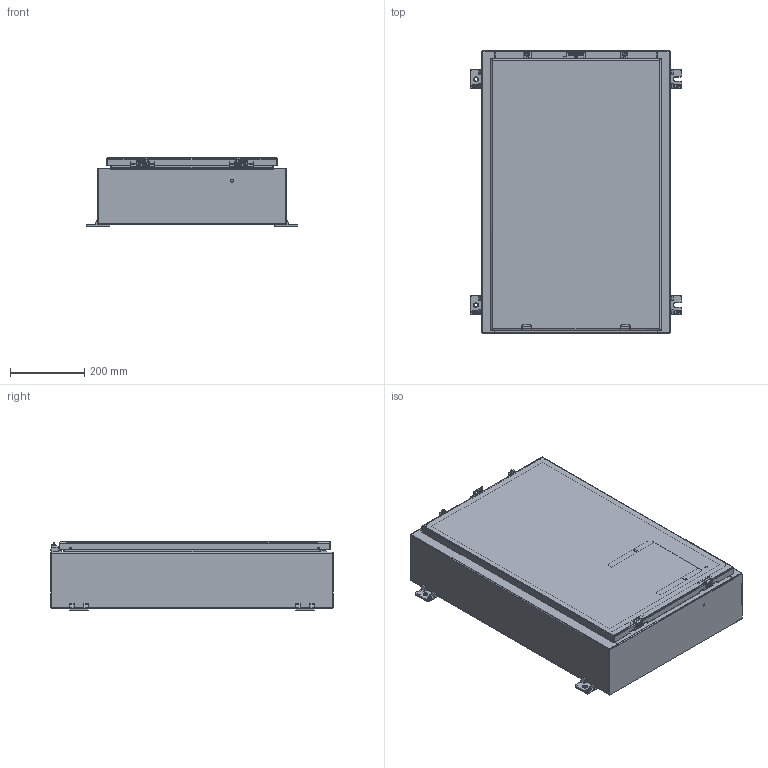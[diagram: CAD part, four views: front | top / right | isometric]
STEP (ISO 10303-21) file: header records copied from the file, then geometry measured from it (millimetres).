
FILE_DESCRIPTION (( 'STEP AP203' ), '1' );
FILE_NAME ('SCE-20H3006LP.step', '2021-02-09T15:08:49', ( 'ADC123' ), ( 'Microsoft' ), 'SwSTEP 2.0', 'SolidWorks 2019', '' );
FILE_SCHEMA (( 'CONFIG_CONTROL_DESIGN' ));
Products named in the file (1): SCE-20H3006LP
Bounding box: 571.5 x 762 x 186.64 mm (x, y, z)
Surface area: 3461991.7 mm2 (no closed solid volume)
Topology: 0 solids, 65 shells, 4479 faces, 11976 edges, 7463 vertices
Faces by surface type: plane 1685, bspline 1524, cylinder 1187, cone 76, torus 7
Full cylindrical faces by diameter (mm): 1.016 x2, 3.454 x2, 3.962 x3, 3.978 x2, 4.064 x2, 4.318 x7, 4.369 x4, 4.775 x4, 4.978 x8, 5.182 x4, 5.207 x4, 5.232 x4, 5.537 x4, 6.096 x4, 6.198 x4, 6.299 x13, 6.35 x6, 6.363 x5, 6.756 x4, 7.137 x4, 7.874 x8, 7.925 x8, 8.433 x4, 9.296 x4, 9.322 x4, 9.525 x4, 9.55 x4, 11.113 x4, 11.125 x2, 12.7 x4
Entity records: 223767 total; most frequent: CARTESIAN_POINT 129241, ORIENTED_EDGE 22475, DIRECTION 15105, EDGE_CURVE 11247, VERTEX_POINT 7304, AXIS2_PLACEMENT_3D 5406, EDGE_LOOP 5029, FACE_OUTER_BOUND 4697
